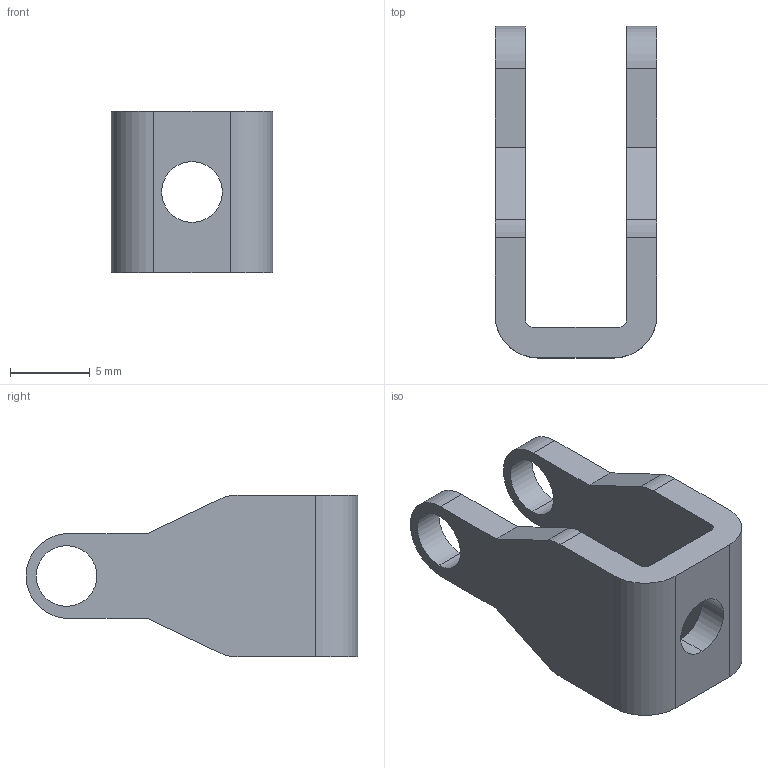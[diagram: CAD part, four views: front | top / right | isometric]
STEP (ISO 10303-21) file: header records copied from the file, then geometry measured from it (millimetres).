
FILE_DESCRIPTION (( 'STEP AP214' ), '1' );
FILE_NAME ('BRK-07 Stroke End.STEP', '2017-04-05T16:09:57', ( '' ), ( '' ), 'SwSTEP 2.0', 'SolidWorks 2017', '' );
FILE_SCHEMA (( 'AUTOMOTIVE_DESIGN' ));
Length unit declared in the file: inch
Products named in the file (1): BRK-07 Stroke End
Bounding box: 10.16 x 20.83 x 10.16 mm (x, y, z)
Volume: 635.5 mm3; surface area: 931.9 mm2
Topology: 1 solids, 1 shells, 34 faces, 96 edges, 64 vertices
Faces by surface type: cylinder 18, plane 16
Entity records: 1168 total; most frequent: DIRECTION 202, CARTESIAN_POINT 195, ORIENTED_EDGE 192, EDGE_CURVE 96, AXIS2_PLACEMENT_3D 71, VERTEX_POINT 64, VECTOR 60, LINE 60
